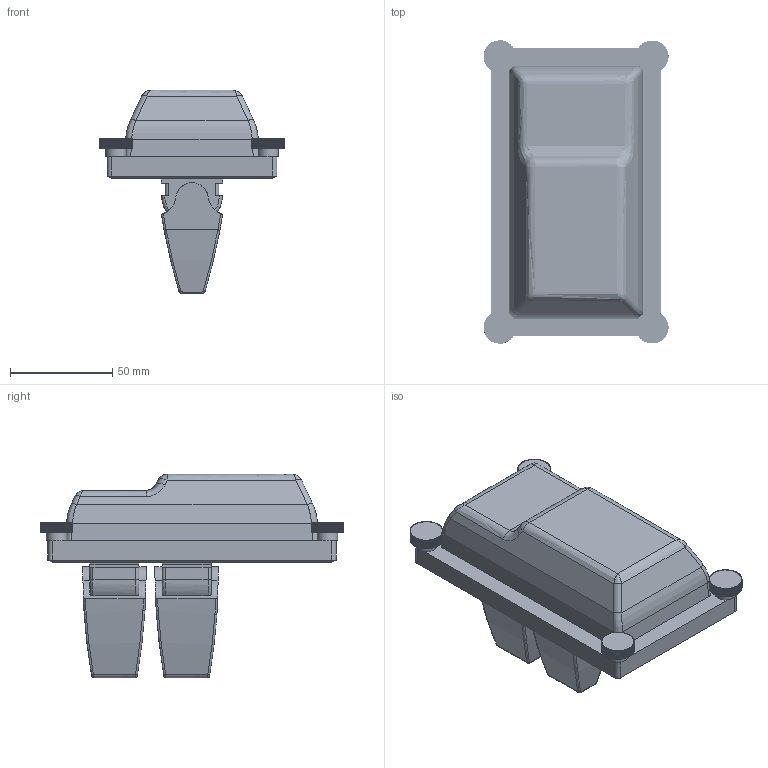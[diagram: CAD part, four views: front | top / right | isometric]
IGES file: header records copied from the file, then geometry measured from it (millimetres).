
Global section: file name: PJC 212 ; native system: Autodesk Inventor 2015; preprocessor: unknown; author: Elvira H.; date: 20151104.131804; units: millimetre
Bounding box: 90.71 x 148.71 x 99.7 mm (x, y, z)
Volume: 417726.1 mm3; surface area: 50223 mm2
Topology: 1 solids, 1 shells, 1459 faces, 4122 edges, 2712 vertices
Faces by surface type: bspline 1459
